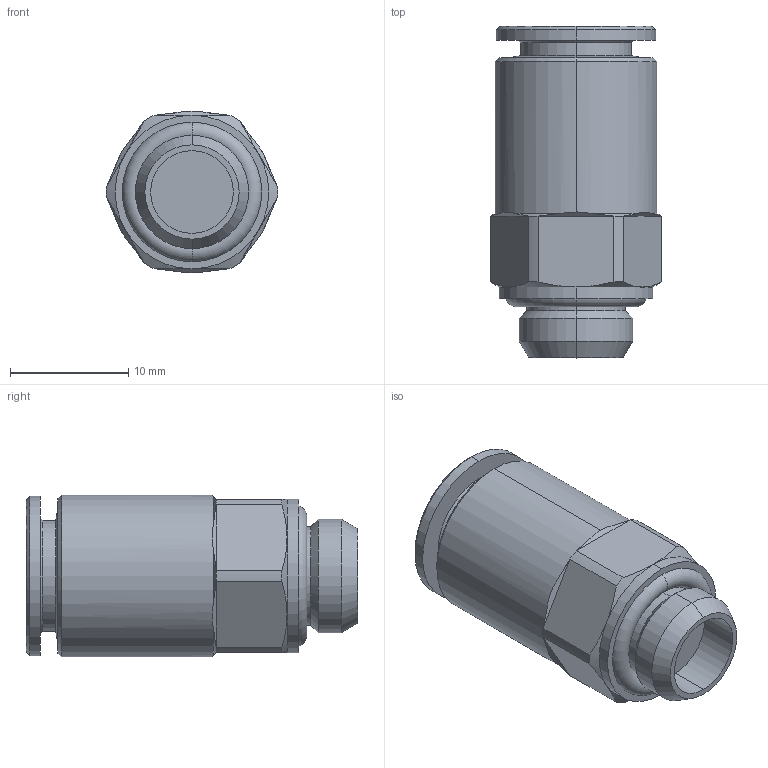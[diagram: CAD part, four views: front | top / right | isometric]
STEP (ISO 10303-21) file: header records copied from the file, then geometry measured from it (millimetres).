
FILE_DESCRIPTION (( 'STEP AP203' ), '1' );
FILE_NAME ('04450041.STEP', '2011-05-25T09:28:47', ( '' ), ( 'sopra-pneumatic' ), 'SwSTEP 2.0', 'SolidWorks 2009', '' );
FILE_SCHEMA (( 'CONFIG_CONTROL_DESIGN' ));
Length unit declared in the file: millimetre
Products named in the file (1): 04450041
Bounding box: 14.5 x 28.1 x 13.7 mm (x, y, z)
Volume: 2510.7 mm3; surface area: 2105.7 mm2
Topology: 1 solids, 1 shells, 70 faces, 152 edges, 90 vertices
Faces by surface type: cone 26, cylinder 22, plane 20, torus 2
Entity records: 2013 total; most frequent: CARTESIAN_POINT 425, DIRECTION 334, ORIENTED_EDGE 304, EDGE_CURVE 152, AXIS2_PLACEMENT_3D 143, VERTEX_POINT 90, EDGE_LOOP 76, CIRCLE 72
